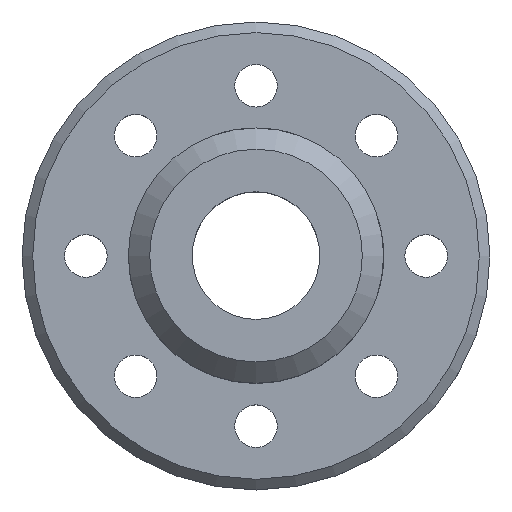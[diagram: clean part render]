
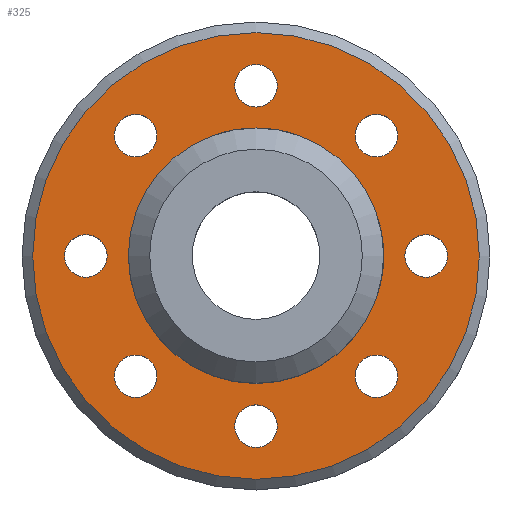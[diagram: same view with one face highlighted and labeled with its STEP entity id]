
A CAD part, top view. The second image highlights one B-rep face of the part: STEP entity #325.
In plain terms, the highlighted planar face has unit normal (0, 0, 1).
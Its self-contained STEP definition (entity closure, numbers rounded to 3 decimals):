
#40=PLANE('',#350);
#45=FACE_BOUND('',#108,.T.);
#46=FACE_BOUND('',#109,.T.);
#47=FACE_BOUND('',#110,.T.);
#48=FACE_BOUND('',#111,.T.);
#49=FACE_BOUND('',#112,.T.);
#50=FACE_BOUND('',#113,.T.);
#51=FACE_BOUND('',#114,.T.);
#52=FACE_BOUND('',#115,.T.);
#53=FACE_BOUND('',#116,.T.);
#85=FACE_OUTER_BOUND('',#107,.T.);
#107=EDGE_LOOP('',(#253));
#108=EDGE_LOOP('',(#254));
#109=EDGE_LOOP('',(#255));
#110=EDGE_LOOP('',(#256));
#111=EDGE_LOOP('',(#257));
#112=EDGE_LOOP('',(#258));
#113=EDGE_LOOP('',(#259));
#114=EDGE_LOOP('',(#260));
#115=EDGE_LOOP('',(#261));
#116=EDGE_LOOP('',(#262));
#166=CIRCLE('',#351,10.5);
#167=CIRCLE('',#352,1.);
#168=CIRCLE('',#353,1.);
#169=CIRCLE('',#354,1.);
#170=CIRCLE('',#355,1.);
#171=CIRCLE('',#356,1.);
#172=CIRCLE('',#357,1.);
#173=CIRCLE('',#358,1.);
#174=CIRCLE('',#359,1.);
#175=CIRCLE('',#360,6.);
#192=VERTEX_POINT('',#495);
#193=VERTEX_POINT('',#497);
#194=VERTEX_POINT('',#499);
#195=VERTEX_POINT('',#501);
#196=VERTEX_POINT('',#503);
#197=VERTEX_POINT('',#505);
#198=VERTEX_POINT('',#507);
#199=VERTEX_POINT('',#509);
#200=VERTEX_POINT('',#511);
#201=VERTEX_POINT('',#513);
#222=EDGE_CURVE('',#192,#192,#166,.T.);
#223=EDGE_CURVE('',#193,#193,#167,.T.);
#224=EDGE_CURVE('',#194,#194,#168,.T.);
#225=EDGE_CURVE('',#195,#195,#169,.T.);
#226=EDGE_CURVE('',#196,#196,#170,.T.);
#227=EDGE_CURVE('',#197,#197,#171,.T.);
#228=EDGE_CURVE('',#198,#198,#172,.T.);
#229=EDGE_CURVE('',#199,#199,#173,.T.);
#230=EDGE_CURVE('',#200,#200,#174,.T.);
#231=EDGE_CURVE('',#201,#201,#175,.T.);
#253=ORIENTED_EDGE('',*,*,#222,.F.);
#254=ORIENTED_EDGE('',*,*,#223,.T.);
#255=ORIENTED_EDGE('',*,*,#224,.T.);
#256=ORIENTED_EDGE('',*,*,#225,.T.);
#257=ORIENTED_EDGE('',*,*,#226,.T.);
#258=ORIENTED_EDGE('',*,*,#227,.T.);
#259=ORIENTED_EDGE('',*,*,#228,.T.);
#260=ORIENTED_EDGE('',*,*,#229,.T.);
#261=ORIENTED_EDGE('',*,*,#230,.T.);
#262=ORIENTED_EDGE('',*,*,#231,.T.);
#325=ADVANCED_FACE('',(#85,#45,#46,#47,#48,#49,#50,#51,#52,#53),#40,.T.);
#350=AXIS2_PLACEMENT_3D('',#494,#403,#404);
#351=AXIS2_PLACEMENT_3D('',#496,#405,#406);
#352=AXIS2_PLACEMENT_3D('',#498,#407,#408);
#353=AXIS2_PLACEMENT_3D('',#500,#409,#410);
#354=AXIS2_PLACEMENT_3D('',#502,#411,#412);
#355=AXIS2_PLACEMENT_3D('',#504,#413,#414);
#356=AXIS2_PLACEMENT_3D('',#506,#415,#416);
#357=AXIS2_PLACEMENT_3D('',#508,#417,#418);
#358=AXIS2_PLACEMENT_3D('',#510,#419,#420);
#359=AXIS2_PLACEMENT_3D('',#512,#421,#422);
#360=AXIS2_PLACEMENT_3D('',#514,#423,#424);
#403=DIRECTION('center_axis',(0.,0.,1.));
#404=DIRECTION('ref_axis',(1.,0.,0.));
#405=DIRECTION('center_axis',(0.,0.,-1.));
#406=DIRECTION('ref_axis',(-1.,0.,0.));
#407=DIRECTION('center_axis',(0.,0.,-1.));
#408=DIRECTION('ref_axis',(0.707,-0.707,0.));
#409=DIRECTION('center_axis',(0.,0.,-1.));
#410=DIRECTION('ref_axis',(0.,-1.,0.));
#411=DIRECTION('center_axis',(0.,0.,-1.));
#412=DIRECTION('ref_axis',(-0.707,-0.707,0.));
#413=DIRECTION('center_axis',(0.,0.,-1.));
#414=DIRECTION('ref_axis',(-1.,0.,0.));
#415=DIRECTION('center_axis',(0.,0.,-1.));
#416=DIRECTION('ref_axis',(-0.707,0.707,0.));
#417=DIRECTION('center_axis',(0.,0.,-1.));
#418=DIRECTION('ref_axis',(0.,1.,0.));
#419=DIRECTION('center_axis',(0.,0.,-1.));
#420=DIRECTION('ref_axis',(0.707,0.707,0.));
#421=DIRECTION('center_axis',(0.,0.,-1.));
#422=DIRECTION('ref_axis',(1.,0.,0.));
#423=DIRECTION('center_axis',(0.,0.,-1.));
#424=DIRECTION('ref_axis',(1.,0.,0.));
#494=CARTESIAN_POINT('Origin',(0.,0.,2.));
#495=CARTESIAN_POINT('',(10.5,0.,2.));
#496=CARTESIAN_POINT('Origin',(0.,0.,2.));
#497=CARTESIAN_POINT('',(4.95,-4.95,2.));
#498=CARTESIAN_POINT('Origin',(5.657,-5.657,2.));
#499=CARTESIAN_POINT('',(0.,-7.,2.));
#500=CARTESIAN_POINT('Origin',(0.,-8.,2.));
#501=CARTESIAN_POINT('',(-4.95,-4.95,2.));
#502=CARTESIAN_POINT('Origin',(-5.657,-5.657,2.));
#503=CARTESIAN_POINT('',(-7.,0.,2.));
#504=CARTESIAN_POINT('Origin',(-8.,0.,2.));
#505=CARTESIAN_POINT('',(-4.95,4.95,2.));
#506=CARTESIAN_POINT('Origin',(-5.657,5.657,2.));
#507=CARTESIAN_POINT('',(0.,7.,2.));
#508=CARTESIAN_POINT('Origin',(0.,8.,2.));
#509=CARTESIAN_POINT('',(4.95,4.95,2.));
#510=CARTESIAN_POINT('Origin',(5.657,5.657,2.));
#511=CARTESIAN_POINT('',(7.,0.,2.));
#512=CARTESIAN_POINT('Origin',(8.,0.,2.));
#513=CARTESIAN_POINT('',(-6.,0.,2.));
#514=CARTESIAN_POINT('Origin',(0.,0.,2.));
